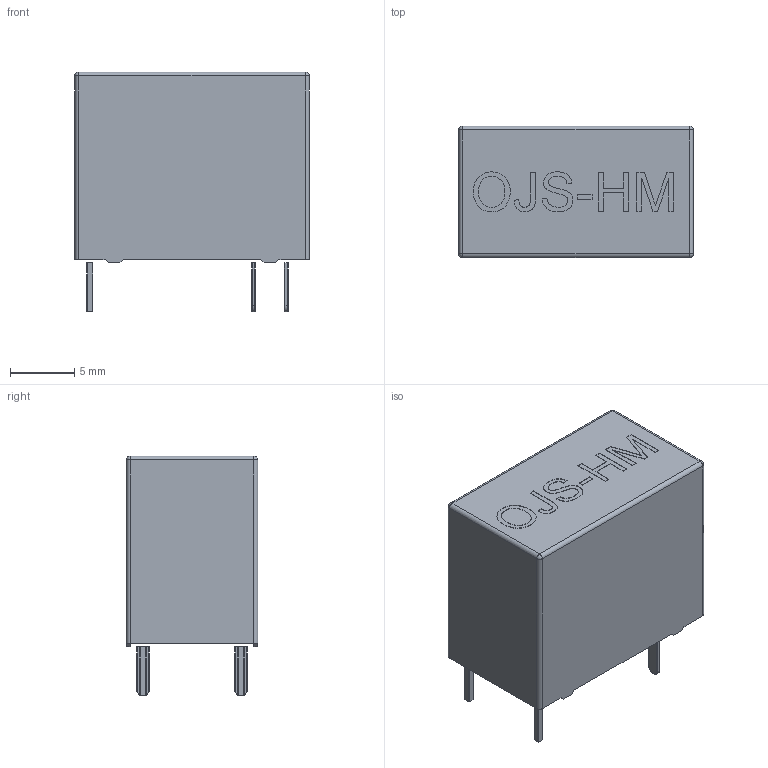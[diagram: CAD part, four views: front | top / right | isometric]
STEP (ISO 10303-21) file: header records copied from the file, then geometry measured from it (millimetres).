
FILE_DESCRIPTION(/* description */ (''),/* implementation_level */ '2;1');
FILE_NAME(/* name */ 'RELAY_TE_OJS_HM v7.step',/* time_stamp */ '2023-02-20T12:26:52+13:00',/* author */ (''),/* organization */ (''),/* preprocessor_version */ 'ST-DEVELOPER v19.2',/* originating_system */ 'Autodesk Translation Framework v11.17.0.187',/* authorisation */ '');
FILE_SCHEMA (('AUTOMOTIVE_DESIGN { 1 0 10303 214 3 1 1 }'));
Length unit declared in the file: millimetre
Products named in the file (4): RELAY_TE_OJS_HM; Shell; Potting; Pins
Assembly tree (3 placements, depth 2):
  RELAY_TE_OJS_HM
    Shell
    Potting
    Pins
Bounding box: 18.2 x 10.2 x 18.6 mm (x, y, z)
Volume: 2693.6 mm3; surface area: 3445.3 mm2
Topology: 7 solids, 7 shells, 217 faces, 544 edges, 348 vertices
Faces by surface type: plane 134, bspline 65, cylinder 10, sphere 4, cone 4
Entity records: 7100 total; most frequent: CARTESIAN_POINT 2221, ORIENTED_EDGE 1088, DIRECTION 756, EDGE_CURVE 544, LINE 390, VECTOR 390, VERTEX_POINT 348, EDGE_LOOP 224
